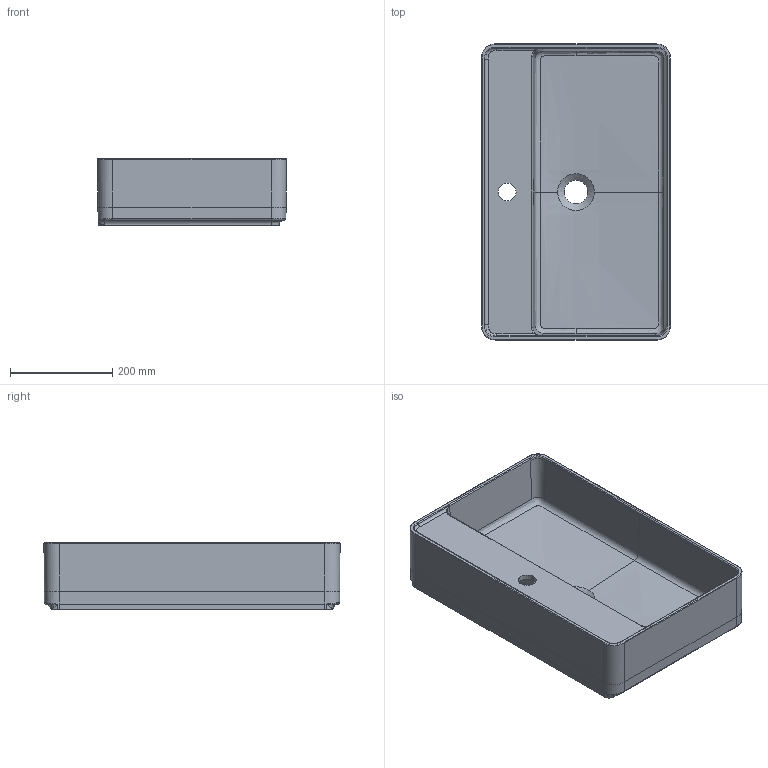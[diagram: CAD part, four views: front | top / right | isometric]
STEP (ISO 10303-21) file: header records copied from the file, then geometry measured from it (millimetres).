
FILE_DESCRIPTION(/* description */ (''),/* implementation_level */ '2;1');
FILE_NAME(/* name */ '21-046_M08332B.stp',/* time_stamp */ '2022-06-20T08:41:09+02:00',/* author */ (''),/* organization */ (''),/* preprocessor_version */ 'ST-DEVELOPER v18.101',/* originating_system */ 'SIEMENS PLM Software NX 2008',/* authorisation */ '');
FILE_SCHEMA (('AUTOMOTIVE_DESIGN { 1 0 10303 214 3 1 1 1 }'));
Length unit declared in the file: millimetre
Products named in the file (1): 21-046_M08332B_ITALIA_NICOS MINIMA 2_RETT 580X370_objects
Bounding box: 369.98 x 579.98 x 130 mm (x, y, z)
Volume: 5425572.1 mm3; surface area: 937654.9 mm2
Topology: 1 solids, 1 shells, 209 faces, 516 edges, 299 vertices
Faces by surface type: bspline 97, cylinder 46, plane 43, sphere 14, cone 7, extrusion 2
Full cylindrical faces by diameter (mm): 10 x2, 35 x3, 46 x1
Entity records: 16831 total; most frequent: CARTESIAN_POINT 12765, ORIENTED_EDGE 974, DIRECTION 624, EDGE_CURVE 487, VERTEX_POINT 293, AXIS2_PLACEMENT_3D 236, EDGE_LOOP 224, ADVANCED_FACE 207
